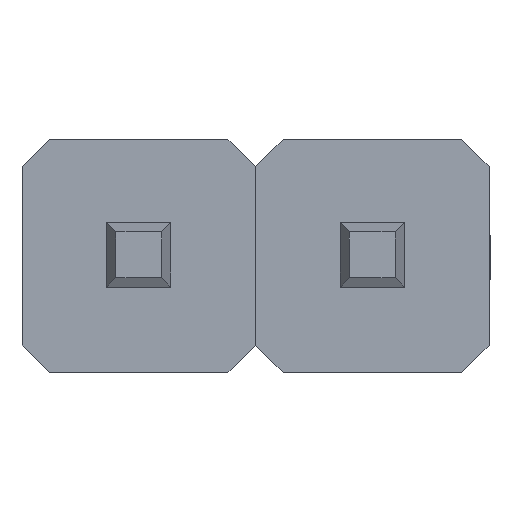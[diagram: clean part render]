
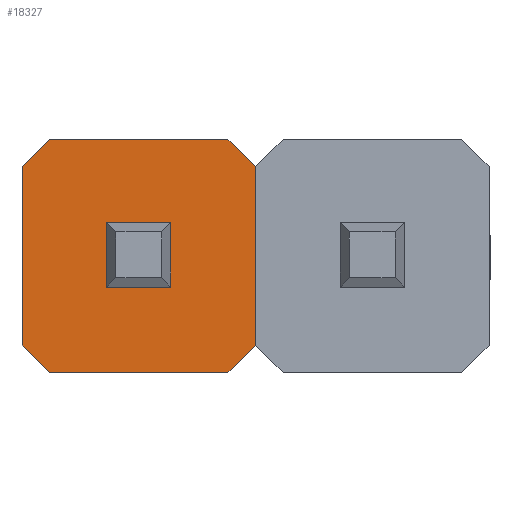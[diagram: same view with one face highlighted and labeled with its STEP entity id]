
A CAD part, top view. The second image highlights one B-rep face of the part: STEP entity #18327.
In plain terms, the highlighted planar face has unit normal (0, 0, 1).
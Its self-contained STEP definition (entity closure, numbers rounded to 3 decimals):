
#142 = VERTEX_POINT ( 'NONE', #1618 ) ;
#368 = ORIENTED_EDGE ( 'NONE', *, *, #12105, .T. ) ;
#651 = LINE ( 'NONE', #7091, #9781 ) ;
#956 = CARTESIAN_POINT ( 'NONE',  ( -3.51, -1.27, 2.5 ) ) ;
#1009 = DIRECTION ( 'NONE',  ( 1., 0., 0. ) ) ;
#1182 = LINE ( 'NONE', #5953, #7818 ) ;
#1569 = DIRECTION ( 'NONE',  ( 0., -1., 0. ) ) ;
#1618 = CARTESIAN_POINT ( 'NONE',  ( -3.51, 1.27, 2.5 ) ) ;
#1818 = CARTESIAN_POINT ( 'NONE',  ( -1.57, 1.27, 2.5 ) ) ;
#1951 = EDGE_CURVE ( 'NONE', #11196, #14718, #20422, .T. ) ;
#1959 = VECTOR ( 'NONE', #15595, 1000. ) ;
#1967 = LINE ( 'NONE', #11400, #20282 ) ;
#2015 = FACE_BOUND ( 'NONE', #15855, .T. ) ;
#2111 = FACE_OUTER_BOUND ( 'NONE', #5101, .T. ) ;
#2706 = EDGE_CURVE ( 'NONE', #7444, #11171, #1182, .T. ) ;
#2747 = LINE ( 'NONE', #13930, #4155 ) ;
#2805 = CARTESIAN_POINT ( 'NONE',  ( -2.89, 0.35, 2.5 ) ) ;
#2816 = DIRECTION ( 'NONE',  ( 0.707, 0.707, 0. ) ) ;
#2952 = LINE ( 'NONE', #12499, #13493 ) ;
#2960 = LINE ( 'NONE', #10842, #1959 ) ;
#2965 = VERTEX_POINT ( 'NONE', #956 ) ;
#3039 = LINE ( 'NONE', #6494, #13514 ) ;
#3649 = CARTESIAN_POINT ( 'NONE',  ( -3.81, 0.97, 2.5 ) ) ;
#3767 = DIRECTION ( 'NONE',  ( 0., 0., 1. ) ) ;
#4155 = VECTOR ( 'NONE', #1009, 1000. ) ;
#4519 = CARTESIAN_POINT ( 'NONE',  ( -2.54, -0.35, 2.5 ) ) ;
#4738 = CARTESIAN_POINT ( 'NONE',  ( -1.27, 0.97, 2.5 ) ) ;
#4828 = CARTESIAN_POINT ( 'NONE',  ( -1.57, 1.27, 2.5 ) ) ;
#5093 = VECTOR ( 'NONE', #9477, 1000. ) ;
#5101 = EDGE_LOOP ( 'NONE', ( #13202, #15322, #12421, #6685, #14392, #368, #18919, #17714 ) ) ;
#5265 = EDGE_CURVE ( 'NONE', #20020, #18666, #3039, .T. ) ;
#5953 = CARTESIAN_POINT ( 'NONE',  ( -1.57, -1.27, 2.5 ) ) ;
#6046 = VECTOR ( 'NONE', #9376, 1000. ) ;
#6259 = CARTESIAN_POINT ( 'NONE',  ( -2.19, -0.35, 2.5 ) ) ;
#6494 = CARTESIAN_POINT ( 'NONE',  ( -3.81, 0.97, 2.5 ) ) ;
#6685 = ORIENTED_EDGE ( 'NONE', *, *, #17721, .T. ) ;
#7091 = CARTESIAN_POINT ( 'NONE',  ( -3.81, 0.97, 2.5 ) ) ;
#7444 = VERTEX_POINT ( 'NONE', #9009 ) ;
#7818 = VECTOR ( 'NONE', #2816, 1000. ) ;
#7940 = LINE ( 'NONE', #15384, #6046 ) ;
#8299 = EDGE_CURVE ( 'NONE', #18666, #2965, #7940, .T. ) ;
#8357 = CARTESIAN_POINT ( 'NONE',  ( -2.19, 0.35, 2.5 ) ) ;
#8383 = EDGE_CURVE ( 'NONE', #14805, #8969, #12577, .T. ) ;
#8459 = AXIS2_PLACEMENT_3D ( 'NONE', #17951, #3767, #16422 ) ;
#8470 = PLANE ( 'NONE',  #8459 ) ;
#8540 = DIRECTION ( 'NONE',  ( -1., 0., 0. ) ) ;
#8969 = VERTEX_POINT ( 'NONE', #6259 ) ;
#9009 = CARTESIAN_POINT ( 'NONE',  ( -1.57, -1.27, 2.5 ) ) ;
#9376 = DIRECTION ( 'NONE',  ( 0.707, -0.707, 0. ) ) ;
#9378 = DIRECTION ( 'NONE',  ( 0., -1., 0. ) ) ;
#9477 = DIRECTION ( 'NONE',  ( -0.707, 0.707, 0. ) ) ;
#9781 = VECTOR ( 'NONE', #17624, 1000. ) ;
#10391 = LINE ( 'NONE', #13476, #14970 ) ;
#10835 = DIRECTION ( 'NONE',  ( -1., 0., 0. ) ) ;
#10842 = CARTESIAN_POINT ( 'NONE',  ( -2.19, 0., 2.5 ) ) ;
#11171 = VERTEX_POINT ( 'NONE', #15806 ) ;
#11196 = VERTEX_POINT ( 'NONE', #4738 ) ;
#11400 = CARTESIAN_POINT ( 'NONE',  ( -1.27, 0.97, 2.5 ) ) ;
#11494 = EDGE_CURVE ( 'NONE', #142, #20020, #651, .T. ) ;
#11675 = VERTEX_POINT ( 'NONE', #2805 ) ;
#11755 = EDGE_CURVE ( 'NONE', #11675, #14805, #17088, .T. ) ;
#11862 = CARTESIAN_POINT ( 'NONE',  ( -2.89, -0.35, 2.5 ) ) ;
#12105 = EDGE_CURVE ( 'NONE', #14718, #142, #2952, .T. ) ;
#12421 = ORIENTED_EDGE ( 'NONE', *, *, #2706, .T. ) ;
#12499 = CARTESIAN_POINT ( 'NONE',  ( -3.51, 1.27, 2.5 ) ) ;
#12577 = LINE ( 'NONE', #4519, #13633 ) ;
#12752 = DIRECTION ( 'NONE',  ( 0., 1., 0. ) ) ;
#12900 = ORIENTED_EDGE ( 'NONE', *, *, #11755, .F. ) ;
#13077 = EDGE_CURVE ( 'NONE', #8969, #16650, #2960, .T. ) ;
#13202 = ORIENTED_EDGE ( 'NONE', *, *, #8299, .T. ) ;
#13422 = VECTOR ( 'NONE', #1569, 1000. ) ;
#13476 = CARTESIAN_POINT ( 'NONE',  ( -2.54, 0.35, 2.5 ) ) ;
#13493 = VECTOR ( 'NONE', #10835, 1000. ) ;
#13514 = VECTOR ( 'NONE', #9378, 1000. ) ;
#13575 = ORIENTED_EDGE ( 'NONE', *, *, #16960, .F. ) ;
#13633 = VECTOR ( 'NONE', #18991, 1000. ) ;
#13930 = CARTESIAN_POINT ( 'NONE',  ( -3.51, -1.27, 2.5 ) ) ;
#14392 = ORIENTED_EDGE ( 'NONE', *, *, #1951, .T. ) ;
#14718 = VERTEX_POINT ( 'NONE', #1818 ) ;
#14805 = VERTEX_POINT ( 'NONE', #11862 ) ;
#14970 = VECTOR ( 'NONE', #8540, 1000. ) ;
#15050 = CARTESIAN_POINT ( 'NONE',  ( -3.81, -0.97, 2.5 ) ) ;
#15322 = ORIENTED_EDGE ( 'NONE', *, *, #19863, .T. ) ;
#15384 = CARTESIAN_POINT ( 'NONE',  ( -3.81, -0.97, 2.5 ) ) ;
#15595 = DIRECTION ( 'NONE',  ( 0., 1., 0. ) ) ;
#15806 = CARTESIAN_POINT ( 'NONE',  ( -1.27, -0.97, 2.5 ) ) ;
#15855 = EDGE_LOOP ( 'NONE', ( #15861, #17566, #12900, #13575 ) ) ;
#15861 = ORIENTED_EDGE ( 'NONE', *, *, #13077, .F. ) ;
#16422 = DIRECTION ( 'NONE',  ( 1., 0., 0. ) ) ;
#16650 = VERTEX_POINT ( 'NONE', #8357 ) ;
#16960 = EDGE_CURVE ( 'NONE', #16650, #11675, #10391, .T. ) ;
#17088 = LINE ( 'NONE', #18849, #13422 ) ;
#17566 = ORIENTED_EDGE ( 'NONE', *, *, #8383, .F. ) ;
#17624 = DIRECTION ( 'NONE',  ( -0.707, -0.707, 0. ) ) ;
#17714 = ORIENTED_EDGE ( 'NONE', *, *, #5265, .T. ) ;
#17721 = EDGE_CURVE ( 'NONE', #11171, #11196, #1967, .T. ) ;
#17951 = CARTESIAN_POINT ( 'NONE',  ( -2.54, 0., 2.5 ) ) ;
#18327 = ADVANCED_FACE ( 'NONE', ( #2015, #2111 ), #8470, .T. ) ;
#18666 = VERTEX_POINT ( 'NONE', #15050 ) ;
#18849 = CARTESIAN_POINT ( 'NONE',  ( -2.89, 0., 2.5 ) ) ;
#18919 = ORIENTED_EDGE ( 'NONE', *, *, #11494, .T. ) ;
#18991 = DIRECTION ( 'NONE',  ( 1., 0., 0. ) ) ;
#19863 = EDGE_CURVE ( 'NONE', #2965, #7444, #2747, .T. ) ;
#20020 = VERTEX_POINT ( 'NONE', #3649 ) ;
#20282 = VECTOR ( 'NONE', #12752, 1000. ) ;
#20422 = LINE ( 'NONE', #4828, #5093 ) ;
